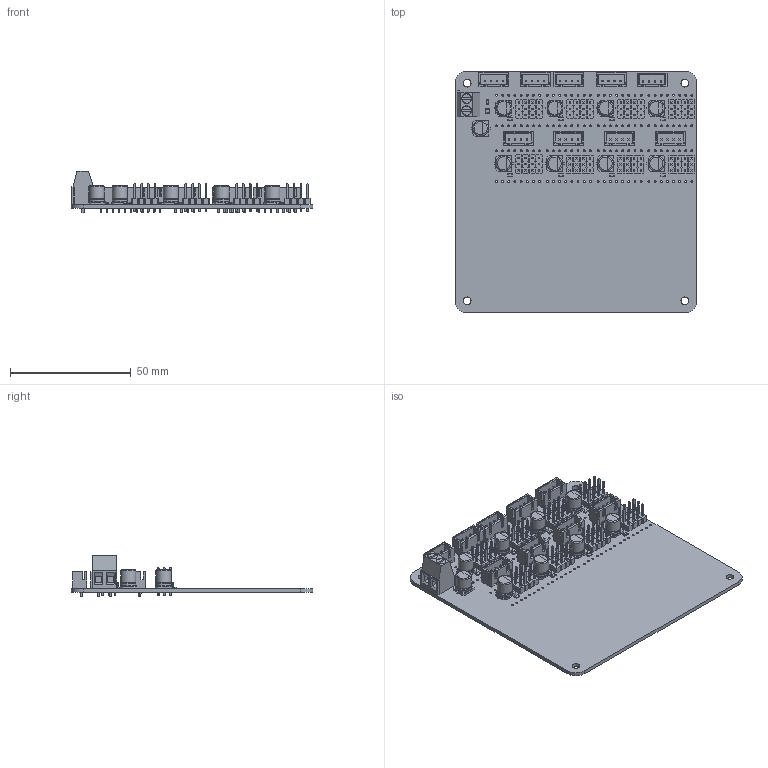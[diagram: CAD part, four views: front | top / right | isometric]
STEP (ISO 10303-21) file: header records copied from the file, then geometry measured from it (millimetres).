
FILE_DESCRIPTION(('KiCad electronic assembly'),'2;1');
FILE_NAME('mobo-3D.step','2021-02-19T14:30:31',('An Author'),( 'A Company'),'Open CASCADE STEP processor 7.3', 'KiCad to STEP converter','Unknown');
FILE_SCHEMA(('AUTOMOTIVE_DESIGN { 1 0 10303 214 1 1 1 1 }'));
Length unit declared in the file: millimetre
Products named in the file (14): Open CASCADE STEP translator 7.3 1; JST_XH_B4B-XH-A_1x04_P2.50mm_Vertical; SOLID; R_0805_2012Metric; TerminalBlock_Phoenix_MKDS-1,5-2_1x02_P5.00mm_Horizontal; LED_0805_2012Metric; CP_Elec_6.3x7.7; PinHeader_1x03_P2.54mm_Vertical; COMPOUND
Assembly tree (68 placements, depth 3):
  Open CASCADE STEP translator 7.3 1
    JST_XH_B4B-XH-A_1x04_P2.50mm_Vertical  x9
      SOLID
    R_0805_2012Metric  x9
      SOLID
    TerminalBlock_Phoenix_MKDS-1,5-2_1x02_P5.00mm_Horizontal
      SOLID
    LED_0805_2012Metric
      SOLID
    CP_Elec_6.3x7.7  x9
      SOLID
    PinHeader_1x03_P2.54mm_Vertical  x32
      SOLID
    COMPOUND
Bounding box: 100 x 100 x 17.3 mm (x, y, z)
Volume: 22937 mm3; surface area: 36022.3 mm2
Topology: 62 solids, 62 shells, 4719 faces, 11782 edges, 7465 vertices
Faces by surface type: plane 4168, cylinder 480, torus 36, bspline 26, revolution 9
Full cylindrical faces by diameter (mm): 0.8 x128, 0.95 x36, 1 x96, 1.3 x2, 3.2 x4, 3.8 x2, 4 x2, 6.3 x18
Entity records: 51950 total; most frequent: CARTESIAN_POINT 8396, DIRECTION 7779, LINE 4358, VECTOR 4358, ORIENTED_EDGE 3796, PCURVE 3796, DEFINITIONAL_REPRESENTATION 3796, EDGE_CURVE 1898
